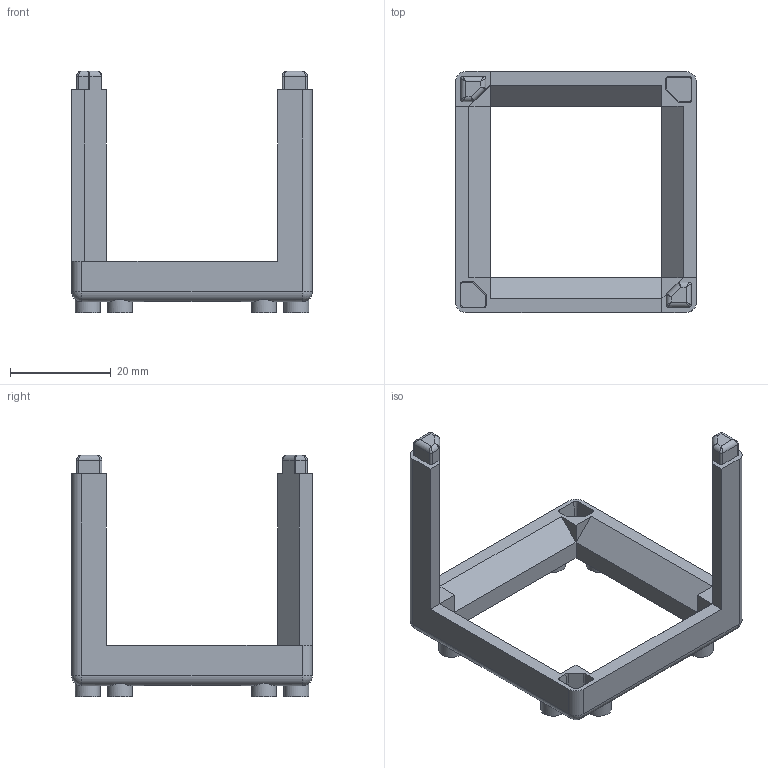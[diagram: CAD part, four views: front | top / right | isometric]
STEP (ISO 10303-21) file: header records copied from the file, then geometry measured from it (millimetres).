
FILE_DESCRIPTION(/* description */ (''),/* implementation_level */ '2;1');
FILE_NAME(/* name */ 'EXPERIMENT_LEGO_10_Cube_1x1_IM.ipt.step',/* time_stamp */ '2022-11-29T08:35:08+01:00',/* author */ ('diederichbenedict'),/* organization */ (''),/* preprocessor_version */ 'ST-DEVELOPER v18.1',/* originating_system */ 'Autodesk Inventor 2022',/* authorisation */ '');
FILE_SCHEMA (('AUTOMOTIVE_DESIGN { 1 0 10303 214 3 1 1 }'));
Length unit declared in the file: millimetre
Products named in the file (1): EXPERIMENT_LEGO_10_Cube_1x1_IM
Bounding box: 47.8 x 47.8 x 48 mm (x, y, z)
Volume: 9324.7 mm3; surface area: 7437 mm2
Topology: 1 solids, 1 shells, 152 faces, 388 edges, 238 vertices
Faces by surface type: plane 76, cylinder 52, bspline 10, cone 10, sphere 4
Full cylindrical faces by diameter (mm): 2.05 x8, 4.95 x8
Entity records: 5165 total; most frequent: CARTESIAN_POINT 1295, DIRECTION 800, ORIENTED_EDGE 756, EDGE_CURVE 378, AXIS2_PLACEMENT_3D 285, VERTEX_POINT 238, LINE 230, VECTOR 230
